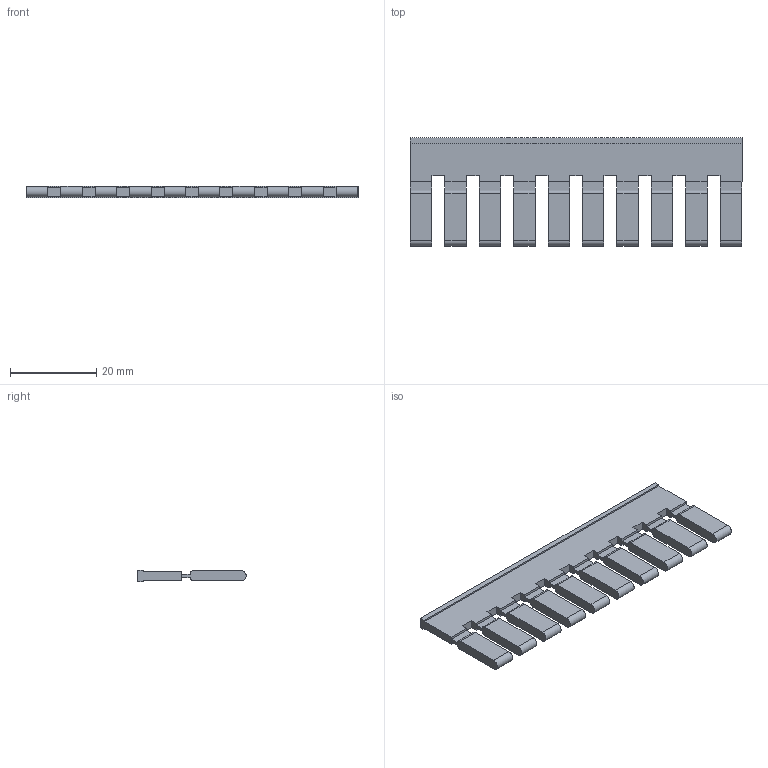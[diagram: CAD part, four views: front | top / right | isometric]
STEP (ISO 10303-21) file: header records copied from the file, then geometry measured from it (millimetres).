
FILE_DESCRIPTION (( 'STEP AP203' ), '1' );
FILE_NAME ('KN-10JFSK5.step', '2025-09-30T20:26:11', ( '' ), ( '' ), 'SwSTEP 2.0', 'SolidWorks 2024', '' );
FILE_SCHEMA (( 'CONFIG_CONTROL_DESIGN' ));
Length unit declared in the file: millimetre
Products named in the file (1): KN-10JFSK5
Bounding box: 77.2 x 25.15 x 2.7 mm (x, y, z)
Volume: 3151.8 mm3; surface area: 4213.5 mm2
Topology: 1 solids, 1 shells, 146 faces, 432 edges, 288 vertices
Faces by surface type: plane 106, cylinder 40
Entity records: 4933 total; most frequent: CARTESIAN_POINT 867, ORIENTED_EDGE 864, DIRECTION 806, EDGE_CURVE 432, VECTOR 352, LINE 352, VERTEX_POINT 288, AXIS2_PLACEMENT_3D 227
